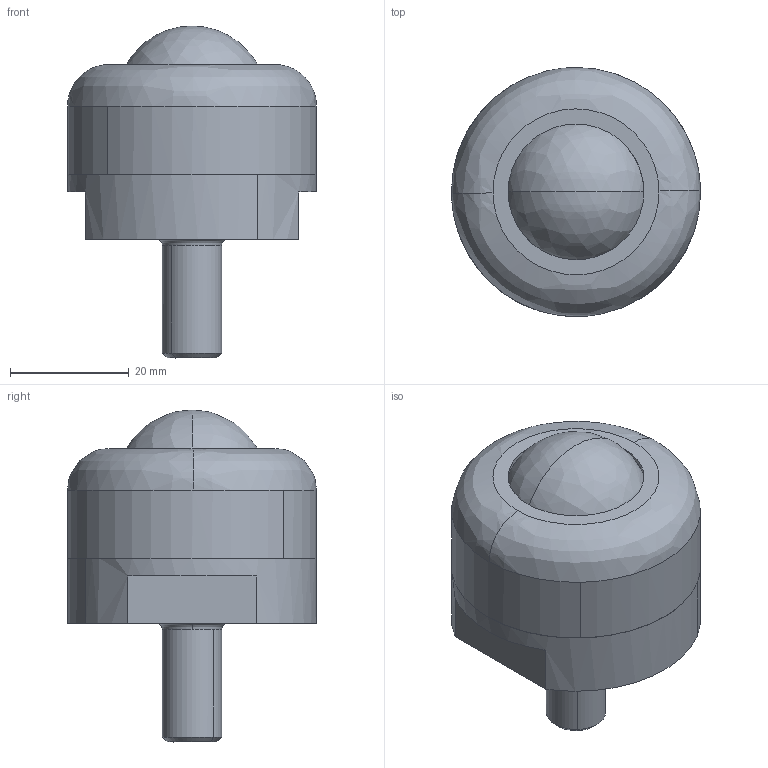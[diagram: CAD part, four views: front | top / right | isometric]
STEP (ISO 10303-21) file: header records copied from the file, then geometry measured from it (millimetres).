
FILE_DESCRIPTION((''),'2;1');
FILE_NAME('','2009-01-19T14:01:04',(''),(''),'','CADfix','');
FILE_SCHEMA(('AUTOMOTIVE_DESIGN { 1 0 10303 214 1 1 1 1 }'));
Length unit declared in the file: millimetre
Bounding box: 42 x 42 x 56 mm (x, y, z)
Volume: 26770.3 mm3; surface area: 12768.2 mm2
Topology: 3 solids, 3 shells, 31 faces, 126 edges, 104 vertices
Faces by surface type: bspline 31
Entity records: 2334 total; most frequent: CARTESIAN_POINT 1565, ORIENTED_EDGE 252, EDGE_CURVE 126, VERTEX_POINT 104, B_SPLINE_CURVE_WITH_KNOTS 92, EDGE_LOOP 36, QUASI_UNIFORM_CURVE 34, FACE_OUTER_BOUND 31
